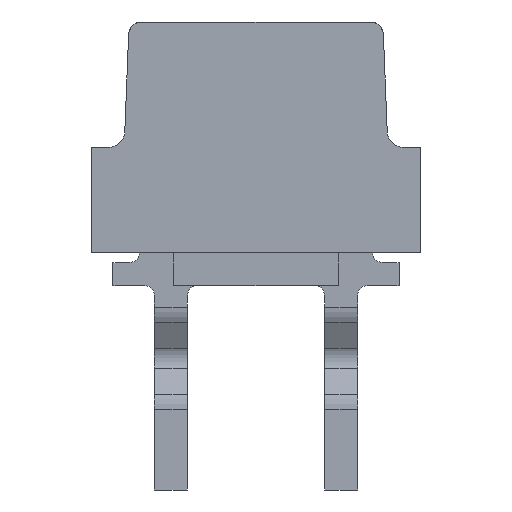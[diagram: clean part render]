
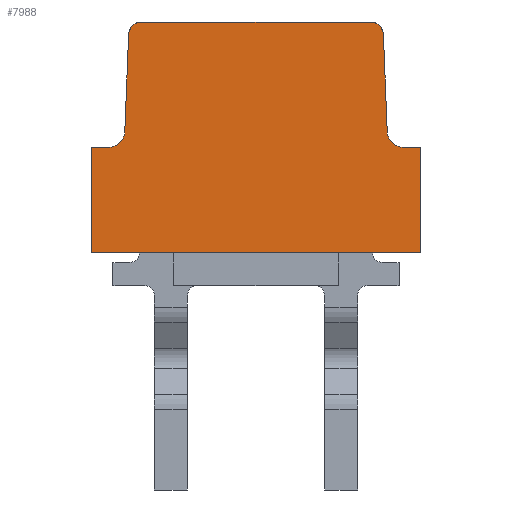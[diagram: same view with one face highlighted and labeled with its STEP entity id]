
A CAD part, left-side view. The second image highlights one B-rep face of the part: STEP entity #7988.
In plain terms, the highlighted planar face has unit normal (-1, 0, 0).
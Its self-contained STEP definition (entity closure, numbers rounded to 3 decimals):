
#134=CARTESIAN_POINT('',(-6.045,-1.733,-0.2));
#135=DIRECTION('',(-1.,0.,0.));
#136=DIRECTION('',(0.,-0.999,0.039));
#137=AXIS2_PLACEMENT_3D('',#134,#135,#136);
#139=DIRECTION('',(0.,-0.039,-0.999));
#140=VECTOR('',#139,1.469);
#141=CARTESIAN_POINT('',(-6.045,-1.933,-0.192));
#142=LINE('',#141,#140);
#143=CARTESIAN_POINT('',(-6.045,-2.24,-1.65));
#144=DIRECTION('',(-1.,0.,0.));
#145=DIRECTION('',(0.,0.999,-0.039));
#146=AXIS2_PLACEMENT_3D('',#143,#144,#145);
#148=DIRECTION('',(0.,-1.,0.));
#149=VECTOR('',#148,0.26);
#150=CARTESIAN_POINT('',(-6.045,-2.24,-1.9));
#151=LINE('',#150,#149);
#152=DIRECTION('',(0.,0.,-1.));
#153=VECTOR('',#152,1.6);
#154=CARTESIAN_POINT('',(-6.045,-2.5,-1.9));
#155=LINE('',#154,#153);
#156=DIRECTION('',(0.,1.,0.));
#157=VECTOR('',#156,5.);
#158=CARTESIAN_POINT('',(-6.045,-2.5,-3.5));
#159=LINE('',#158,#157);
#160=DIRECTION('',(0.,0.,1.));
#161=VECTOR('',#160,1.6);
#162=CARTESIAN_POINT('',(-6.045,2.5,-3.5));
#163=LINE('',#162,#161);
#164=DIRECTION('',(0.,-1.,0.));
#165=VECTOR('',#164,0.26);
#166=CARTESIAN_POINT('',(-6.045,2.5,-1.9));
#167=LINE('',#166,#165);
#168=CARTESIAN_POINT('',(-6.045,2.24,-1.65));
#169=DIRECTION('',(-1.,0.,0.));
#170=DIRECTION('',(0.,0.,-1.));
#171=AXIS2_PLACEMENT_3D('',#168,#169,#170);
#173=DIRECTION('',(0.,-0.039,0.999));
#174=VECTOR('',#173,1.469);
#175=CARTESIAN_POINT('',(-6.045,1.991,-1.66));
#176=LINE('',#175,#174);
#177=CARTESIAN_POINT('',(-6.045,1.733,-0.2));
#178=DIRECTION('',(-1.,0.,0.));
#179=DIRECTION('',(0.,0.,1.));
#180=AXIS2_PLACEMENT_3D('',#177,#178,#179);
#182=DIRECTION('',(0.,-1.,0.));
#183=VECTOR('',#182,3.465);
#184=CARTESIAN_POINT('',(-6.045,1.733,0.));
#185=LINE('',#184,#183);
#6074=CARTESIAN_POINT('',(-6.045,-2.5,-1.9));
#6075=CARTESIAN_POINT('',(-6.045,-2.5,-3.5));
#6076=VERTEX_POINT('',#6074);
#6077=VERTEX_POINT('',#6075);
#6078=CARTESIAN_POINT('',(-6.045,2.5,-3.5));
#6079=VERTEX_POINT('',#6078);
#6080=CARTESIAN_POINT('',(-6.045,2.5,-1.9));
#6081=VERTEX_POINT('',#6080);
#6414=CARTESIAN_POINT('',(-6.045,-1.991,-1.66));
#6415=CARTESIAN_POINT('',(-6.045,-2.24,-1.9));
#6416=VERTEX_POINT('',#6414);
#6417=VERTEX_POINT('',#6415);
#6418=CARTESIAN_POINT('',(-6.045,2.24,-1.9));
#6419=VERTEX_POINT('',#6418);
#6420=CARTESIAN_POINT('',(-6.045,1.991,-1.66));
#6421=VERTEX_POINT('',#6420);
#7922=CARTESIAN_POINT('',(-6.045,-1.933,-0.192));
#7923=CARTESIAN_POINT('',(-6.045,-1.733,0.));
#7924=VERTEX_POINT('',#7922);
#7925=VERTEX_POINT('',#7923);
#7931=CARTESIAN_POINT('',(-6.045,1.733,0.));
#7932=CARTESIAN_POINT('',(-6.045,1.933,-0.192));
#7933=VERTEX_POINT('',#7931);
#7934=VERTEX_POINT('',#7932);
#7957=CARTESIAN_POINT('',(-6.045,0.,0.));
#7958=DIRECTION('',(1.,0.,0.));
#7959=DIRECTION('',(0.,1.,0.));
#7960=AXIS2_PLACEMENT_3D('',#7957,#7958,#7959);
#7961=PLANE('',#7960);
#7963=ORIENTED_EDGE('',*,*,#7962,.F.);
#7965=ORIENTED_EDGE('',*,*,#7964,.T.);
#7967=ORIENTED_EDGE('',*,*,#7966,.T.);
#7969=ORIENTED_EDGE('',*,*,#7968,.T.);
#7971=ORIENTED_EDGE('',*,*,#7970,.T.);
#7973=ORIENTED_EDGE('',*,*,#7972,.T.);
#7975=ORIENTED_EDGE('',*,*,#7974,.T.);
#7977=ORIENTED_EDGE('',*,*,#7976,.T.);
#7979=ORIENTED_EDGE('',*,*,#7978,.T.);
#7981=ORIENTED_EDGE('',*,*,#7980,.T.);
#7983=ORIENTED_EDGE('',*,*,#7982,.F.);
#7985=ORIENTED_EDGE('',*,*,#7984,.T.);
#7986=EDGE_LOOP('',(#7963,#7965,#7967,#7969,#7971,#7973,#7975,#7977,#7979,#7981,
#7983,#7985));
#7987=FACE_OUTER_BOUND('',#7986,.F.);
#138=CIRCLE('',#137,0.2);
#147=CIRCLE('',#146,0.25);
#172=CIRCLE('',#171,0.25);
#181=CIRCLE('',#180,0.2);
#7962=EDGE_CURVE('',#7924,#7925,#138,.T.);
#7964=EDGE_CURVE('',#7924,#6416,#142,.T.);
#7966=EDGE_CURVE('',#6416,#6417,#147,.T.);
#7968=EDGE_CURVE('',#6417,#6076,#151,.T.);
#7970=EDGE_CURVE('',#6076,#6077,#155,.T.);
#7972=EDGE_CURVE('',#6077,#6079,#159,.T.);
#7974=EDGE_CURVE('',#6079,#6081,#163,.T.);
#7976=EDGE_CURVE('',#6081,#6419,#167,.T.);
#7978=EDGE_CURVE('',#6419,#6421,#172,.T.);
#7980=EDGE_CURVE('',#6421,#7934,#176,.T.);
#7982=EDGE_CURVE('',#7933,#7934,#181,.T.);
#7984=EDGE_CURVE('',#7933,#7925,#185,.T.);
#7988=ADVANCED_FACE('',(#7987),#7961,.F.);
